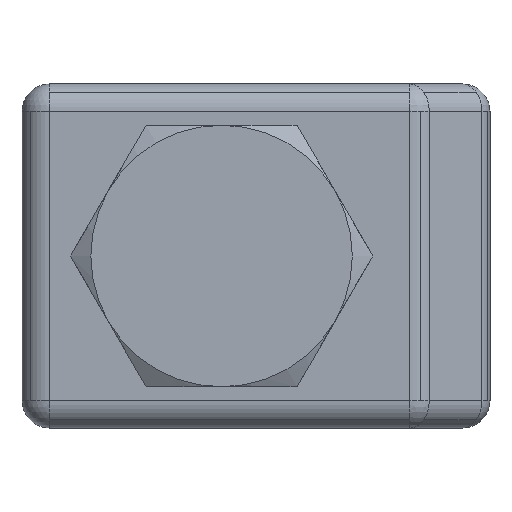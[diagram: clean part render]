
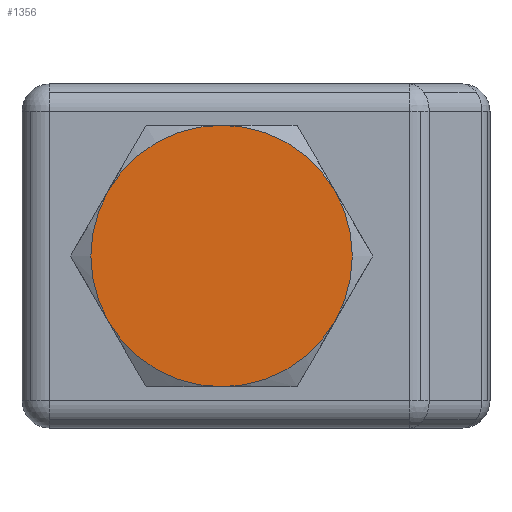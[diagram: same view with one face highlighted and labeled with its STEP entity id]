
A CAD part, front view. The second image highlights one B-rep face of the part: STEP entity #1356.
In plain terms, the highlighted planar face has unit normal (0, -1, 0).
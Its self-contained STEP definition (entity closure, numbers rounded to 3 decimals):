
#831=CARTESIAN_POINT('',(22.727,-44.0,4.75));
#832=VERTEX_POINT('',#831);
#841=CARTESIAN_POINT('',(6.273,-44.0,-4.75));
#842=VERTEX_POINT('',#841);
#843=CARTESIAN_POINT('',(14.5,-44.0,0.));
#844=DIRECTION('',(0.,1.0,0.));
#845=DIRECTION('',(0.866,0.,0.5));
#846=AXIS2_PLACEMENT_3D('',#843,#844,#845);
#847=CIRCLE('',#846,9.5);
#848=EDGE_CURVE('',#832,#842,#847,.T.);
#1341=CARTESIAN_POINT('',(18.614,-44.0,2.375));
#1342=DIRECTION('',(0.0,-1.0,0.0));
#1343=DIRECTION('',(0.5,0.0,-0.866));
#1344=AXIS2_PLACEMENT_3D('',#1341,#1342,#1343);
#1345=PLANE('',#1344);
#1346=ORIENTED_EDGE('',*,*,#848,.F.);
#1347=CARTESIAN_POINT('',(14.5,-44.0,0.));
#1348=DIRECTION('',(0.,1.0,0.));
#1349=DIRECTION('',(0.866,0.,0.5));
#1350=AXIS2_PLACEMENT_3D('',#1347,#1348,#1349);
#1351=CIRCLE('',#1350,9.5);
#1352=EDGE_CURVE('',#842,#832,#1351,.T.);
#1353=ORIENTED_EDGE('',*,*,#1352,.F.);
#1354=EDGE_LOOP('',(#1346,#1353));
#1355=FACE_OUTER_BOUND('',#1354,.T.);
#1356=ADVANCED_FACE('',(#1355),#1345,.T.);
